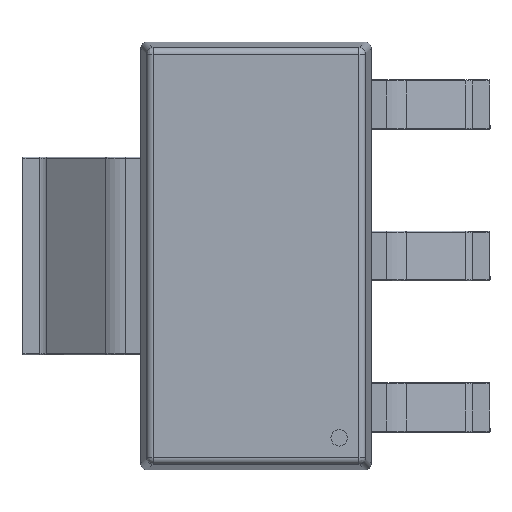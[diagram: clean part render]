
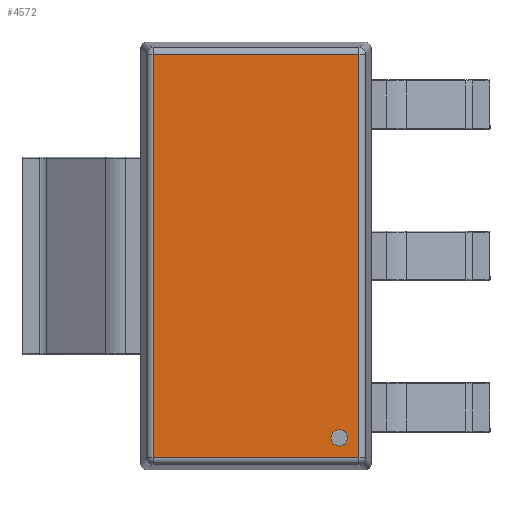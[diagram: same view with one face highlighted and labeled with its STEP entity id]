
A CAD part, top view. The second image highlights one B-rep face of the part: STEP entity #4572.
In plain terms, the highlighted planar face has unit normal (0, 0, 1).
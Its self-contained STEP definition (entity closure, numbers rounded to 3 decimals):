
#302 = VERTEX_POINT ( 'NONE', #6083 ) ;
#346 = VECTOR ( 'NONE', #2402, 1000. ) ;
#360 = CARTESIAN_POINT ( 'NONE',  ( 1.039, -2.764, 1.749 ) ) ;
#497 = CARTESIAN_POINT ( 'NONE',  ( -1.664, 3.064, 1.749 ) ) ;
#618 = DIRECTION ( 'NONE',  ( 1., 0., 0. ) ) ;
#765 = CARTESIAN_POINT ( 'NONE',  ( -1.664, -3.064, 1.749 ) ) ;
#795 = CARTESIAN_POINT ( 'NONE',  ( -0.1, 3.064, 1.749 ) ) ;
#813 = ORIENTED_EDGE ( 'NONE', *, *, #3133, .T. ) ;
#857 = EDGE_CURVE ( 'NONE', #302, #5423, #5028, .T. ) ;
#1083 = EDGE_LOOP ( 'NONE', ( #4592, #813 ) ) ;
#1202 = VERTEX_POINT ( 'NONE', #765 ) ;
#1217 = DIRECTION ( 'NONE',  ( 0., 0., 1. ) ) ;
#1655 = DIRECTION ( 'NONE',  ( 1., 0., 0. ) ) ;
#1969 = VECTOR ( 'NONE', #5189, 1000. ) ;
#1987 = LINE ( 'NONE', #3506, #6948 ) ;
#2063 = FACE_BOUND ( 'NONE', #1083, .T. ) ;
#2173 = EDGE_CURVE ( 'NONE', #2367, #8800, #8657, .T. ) ;
#2367 = VERTEX_POINT ( 'NONE', #2898 ) ;
#2402 = DIRECTION ( 'NONE',  ( 1., 0., 0. ) ) ;
#2483 = DIRECTION ( 'NONE',  ( 0., 0., -1. ) ) ;
#2528 = AXIS2_PLACEMENT_3D ( 'NONE', #4895, #2483, #6491 ) ;
#2559 = DIRECTION ( 'NONE',  ( 0., -1., 0. ) ) ;
#2808 = FACE_OUTER_BOUND ( 'NONE', #9873, .T. ) ;
#2898 = CARTESIAN_POINT ( 'NONE',  ( 1.289, -2.764, 1.749 ) ) ;
#3085 = AXIS2_PLACEMENT_3D ( 'NONE', #4680, #1217, #618 ) ;
#3133 = EDGE_CURVE ( 'NONE', #8800, #2367, #5438, .T. ) ;
#3253 = AXIS2_PLACEMENT_3D ( 'NONE', #3333, #9594, #1655 ) ;
#3333 = CARTESIAN_POINT ( 'NONE',  ( 1.164, -2.764, 1.749 ) ) ;
#3506 = CARTESIAN_POINT ( 'NONE',  ( -0.1, -3.064, 1.749 ) ) ;
#3543 = EDGE_CURVE ( 'NONE', #5019, #302, #9637, .T. ) ;
#4415 = CARTESIAN_POINT ( 'NONE',  ( 1.464, -3.064, 1.749 ) ) ;
#4543 = PLANE ( 'NONE',  #3085 ) ;
#4572 = ADVANCED_FACE ( 'NONE', ( #2063, #2808 ), #4543, .T. ) ;
#4592 = ORIENTED_EDGE ( 'NONE', *, *, #2173, .T. ) ;
#4680 = CARTESIAN_POINT ( 'NONE',  ( -0.1, 0., 1.749 ) ) ;
#4895 = CARTESIAN_POINT ( 'NONE',  ( 1.164, -2.764, 1.749 ) ) ;
#5019 = VERTEX_POINT ( 'NONE', #497 ) ;
#5028 = LINE ( 'NONE', #9166, #7527 ) ;
#5189 = DIRECTION ( 'NONE',  ( 0., 1., 0. ) ) ;
#5238 = CARTESIAN_POINT ( 'NONE',  ( -1.664, 0., 1.749 ) ) ;
#5274 = DIRECTION ( 'NONE',  ( -1., 0., 0. ) ) ;
#5342 = EDGE_CURVE ( 'NONE', #5423, #1202, #1987, .T. ) ;
#5423 = VERTEX_POINT ( 'NONE', #4415 ) ;
#5438 = CIRCLE ( 'NONE', #2528, 0.125 ) ;
#6083 = CARTESIAN_POINT ( 'NONE',  ( 1.464, 3.064, 1.749 ) ) ;
#6296 = EDGE_CURVE ( 'NONE', #1202, #5019, #6655, .T. ) ;
#6491 = DIRECTION ( 'NONE',  ( 1., 0., 0. ) ) ;
#6655 = LINE ( 'NONE', #5238, #1969 ) ;
#6948 = VECTOR ( 'NONE', #5274, 1000. ) ;
#7527 = VECTOR ( 'NONE', #2559, 1000. ) ;
#7536 = ORIENTED_EDGE ( 'NONE', *, *, #6296, .F. ) ;
#7652 = ORIENTED_EDGE ( 'NONE', *, *, #3543, .F. ) ;
#8657 = CIRCLE ( 'NONE', #3253, 0.125 ) ;
#8800 = VERTEX_POINT ( 'NONE', #360 ) ;
#9166 = CARTESIAN_POINT ( 'NONE',  ( 1.464, 0., 1.749 ) ) ;
#9528 = ORIENTED_EDGE ( 'NONE', *, *, #5342, .F. ) ;
#9594 = DIRECTION ( 'NONE',  ( 0., 0., -1. ) ) ;
#9637 = LINE ( 'NONE', #795, #346 ) ;
#9873 = EDGE_LOOP ( 'NONE', ( #10357, #7652, #7536, #9528 ) ) ;
#10357 = ORIENTED_EDGE ( 'NONE', *, *, #857, .F. ) ;
